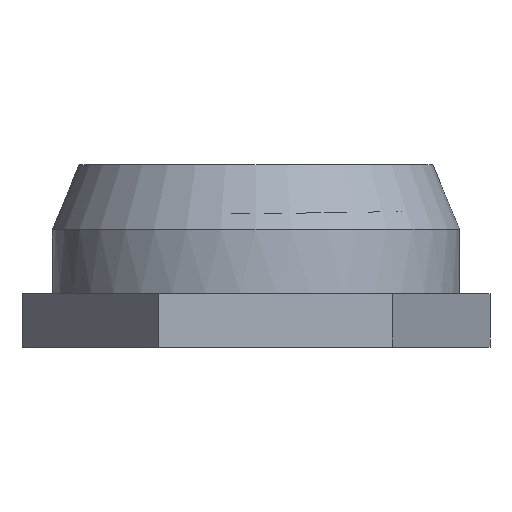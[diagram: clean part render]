
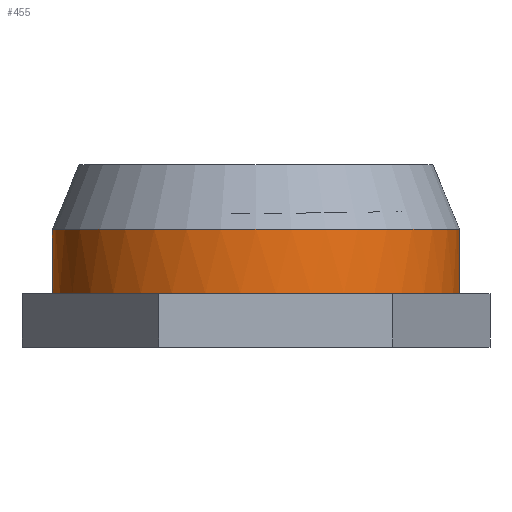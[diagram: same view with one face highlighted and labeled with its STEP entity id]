
A CAD part, left-side view. The second image highlights one B-rep face of the part: STEP entity #455.
In plain terms, the highlighted cylindrical face has radius 19 mm (diameter 38 mm), a full revolution.
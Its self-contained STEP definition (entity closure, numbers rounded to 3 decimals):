
#54 = VERTEX_POINT('',#55);
#55 = CARTESIAN_POINT('',(18.909,1.852,5.));
#102 = VERTEX_POINT('',#103);
#103 = CARTESIAN_POINT('',(11.059,-15.45,5.));
#132 = VERTEX_POINT('',#133);
#133 = CARTESIAN_POINT('',(7.851,17.302,5.));
#215 = EDGE_CURVE('',#216,#54,#218,.T.);
#216 = VERTEX_POINT('',#217);
#217 = CARTESIAN_POINT('',(19.,0.,5.));
#218 = CIRCLE('',#219,19.);
#219 = AXIS2_PLACEMENT_3D('',#220,#221,#222);
#220 = CARTESIAN_POINT('',(0.,0.,5.));
#221 = DIRECTION('',(0.,0.,1.));
#222 = DIRECTION('',(1.,0.,0.));
#224 = EDGE_CURVE('',#102,#216,#225,.T.);
#225 = CIRCLE('',#226,19.);
#226 = AXIS2_PLACEMENT_3D('',#227,#228,#229);
#227 = CARTESIAN_POINT('',(0.,0.,5.));
#228 = DIRECTION('',(0.,0.,1.));
#229 = DIRECTION('',(1.,0.,0.));
#239 = EDGE_CURVE('',#54,#132,#240,.T.);
#240 = CIRCLE('',#241,19.);
#241 = AXIS2_PLACEMENT_3D('',#242,#243,#244);
#242 = CARTESIAN_POINT('',(0.,0.,5.));
#243 = DIRECTION('',(0.,0.,1.));
#244 = DIRECTION('',(1.,0.,0.));
#265 = VERTEX_POINT('',#266);
#266 = CARTESIAN_POINT('',(-7.851,-17.302,5.));
#289 = EDGE_CURVE('',#265,#102,#290,.T.);
#290 = CIRCLE('',#291,19.);
#291 = AXIS2_PLACEMENT_3D('',#292,#293,#294);
#292 = CARTESIAN_POINT('',(0.,0.,5.));
#293 = DIRECTION('',(0.,0.,1.));
#294 = DIRECTION('',(1.,0.,0.));
#307 = VERTEX_POINT('',#308);
#308 = CARTESIAN_POINT('',(-11.059,15.45,5.));
#337 = EDGE_CURVE('',#132,#307,#338,.T.);
#338 = CIRCLE('',#339,19.);
#339 = AXIS2_PLACEMENT_3D('',#340,#341,#342);
#340 = CARTESIAN_POINT('',(0.,0.,5.));
#341 = DIRECTION('',(0.,0.,1.));
#342 = DIRECTION('',(1.,0.,0.));
#356 = VERTEX_POINT('',#357);
#357 = CARTESIAN_POINT('',(-18.909,-1.852,5.));
#455 = ADVANCED_FACE('',(#456),#493,.T.);
#456 = FACE_BOUND('',#457,.F.);
#457 = EDGE_LOOP('',(#458,#466,#467,#468,#475,#482,#483,#484,#485,#486)
  );
#458 = ORIENTED_EDGE('',*,*,#459,.F.);
#459 = EDGE_CURVE('',#216,#460,#462,.T.);
#460 = VERTEX_POINT('',#461);
#461 = CARTESIAN_POINT('',(19.,0.,11.));
#462 = LINE('',#463,#464);
#463 = CARTESIAN_POINT('',(19.,0.,5.));
#464 = VECTOR('',#465,1.);
#465 = DIRECTION('',(0.,0.,1.));
#466 = ORIENTED_EDGE('',*,*,#224,.F.);
#467 = ORIENTED_EDGE('',*,*,#289,.F.);
#468 = ORIENTED_EDGE('',*,*,#469,.F.);
#469 = EDGE_CURVE('',#356,#265,#470,.T.);
#470 = CIRCLE('',#471,19.);
#471 = AXIS2_PLACEMENT_3D('',#472,#473,#474);
#472 = CARTESIAN_POINT('',(0.,0.,5.));
#473 = DIRECTION('',(0.,0.,1.));
#474 = DIRECTION('',(1.,0.,0.));
#475 = ORIENTED_EDGE('',*,*,#476,.F.);
#476 = EDGE_CURVE('',#307,#356,#477,.T.);
#477 = CIRCLE('',#478,19.);
#478 = AXIS2_PLACEMENT_3D('',#479,#480,#481);
#479 = CARTESIAN_POINT('',(0.,0.,5.));
#480 = DIRECTION('',(0.,0.,1.));
#481 = DIRECTION('',(1.,0.,0.));
#482 = ORIENTED_EDGE('',*,*,#337,.F.);
#483 = ORIENTED_EDGE('',*,*,#239,.F.);
#484 = ORIENTED_EDGE('',*,*,#215,.F.);
#485 = ORIENTED_EDGE('',*,*,#459,.T.);
#486 = ORIENTED_EDGE('',*,*,#487,.T.);
#487 = EDGE_CURVE('',#460,#460,#488,.T.);
#488 = CIRCLE('',#489,19.);
#489 = AXIS2_PLACEMENT_3D('',#490,#491,#492);
#490 = CARTESIAN_POINT('',(0.,0.,11.));
#491 = DIRECTION('',(0.,0.,1.));
#492 = DIRECTION('',(1.,0.,0.));
#493 = CYLINDRICAL_SURFACE('',#494,19.);
#494 = AXIS2_PLACEMENT_3D('',#495,#496,#497);
#495 = CARTESIAN_POINT('',(0.,0.,5.));
#496 = DIRECTION('',(-0.,-0.,-1.));
#497 = DIRECTION('',(1.,0.,0.));
